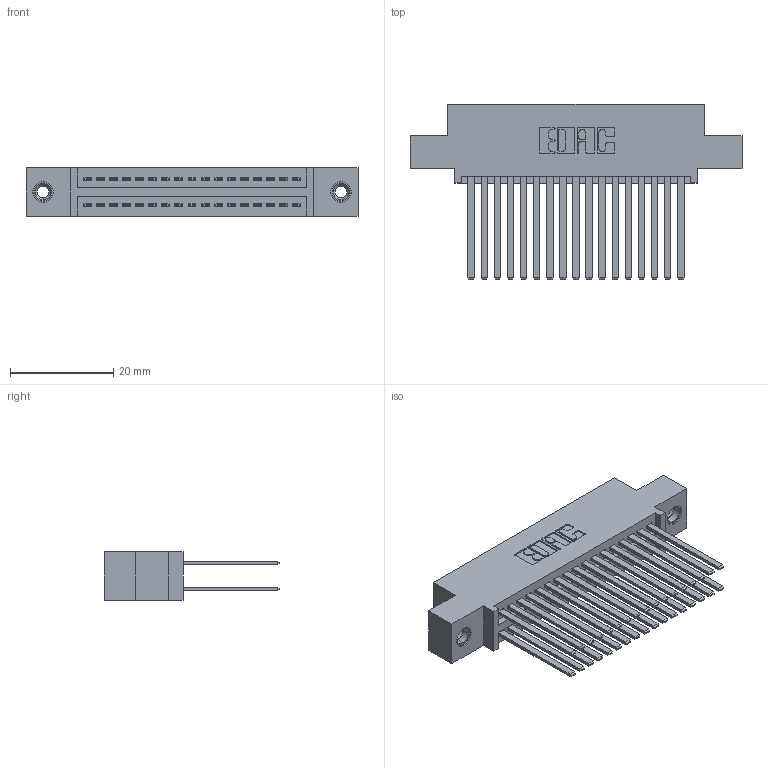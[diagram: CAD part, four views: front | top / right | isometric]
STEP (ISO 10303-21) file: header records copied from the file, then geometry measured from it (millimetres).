
FILE_DESCRIPTION (( 'STEP AP203' ), '1' );
FILE_NAME ('345-034-544-508.STEP', '2018-08-29T03:23:54', ( '' ), ( '' ), 'SwSTEP 2.0', 'SolidWorks 2016', '' );
FILE_SCHEMA (( 'CONFIG_CONTROL_DESIGN' ));
Length unit declared in the file: inch
Products named in the file (4): 345 Part_0.110 Offset - 0.156 Dia-TI; 345-292-001_345-293-144; 345-250-001_345-250-003-102; 345-034-544-508
Assembly tree (37 placements, depth 2):
  345-034-544-508
    345 Part_0.110 Offset - 0.156 Dia-TI
    345-292-001_345-293-144  x34
    345-250-001_345-250-003-102  x2
Bounding box: 64.39 x 33.96 x 9.4 mm (x, y, z)
Volume: 6419.5 mm3; surface area: 10508.1 mm2
Topology: 37 solids, 37 shells, 1686 faces, 4943 edges, 3242 vertices
Faces by surface type: plane 1102, cylinder 568, cone 12, torus 4
Entity records: 17838 total; most frequent: CARTESIAN_POINT 2995, ORIENTED_EDGE 2922, DIRECTION 2695, EDGE_CURVE 1461, VECTOR 1245, LINE 1245, VERTEX_POINT 968, AXIS2_PLACEMENT_3D 725
